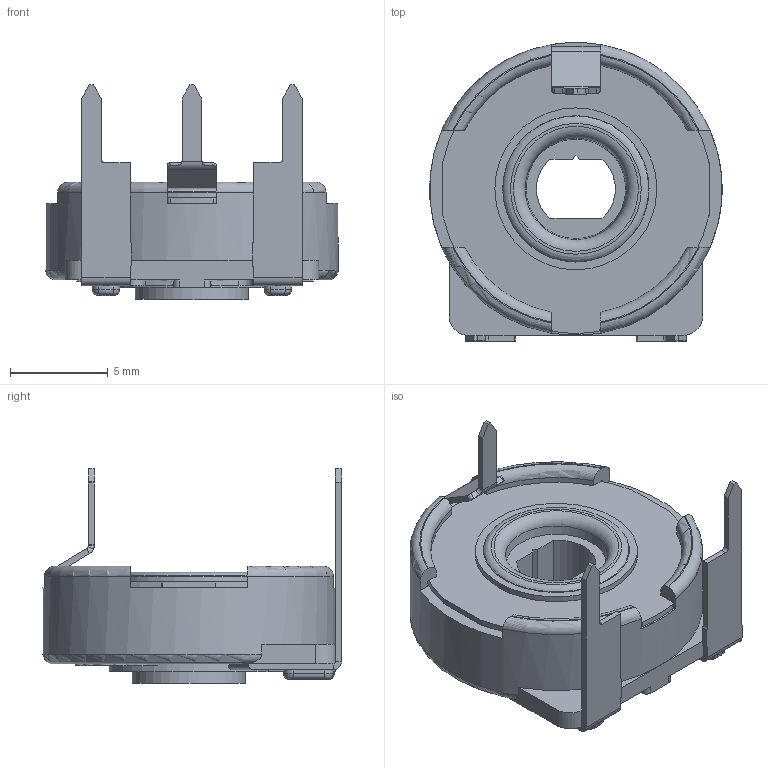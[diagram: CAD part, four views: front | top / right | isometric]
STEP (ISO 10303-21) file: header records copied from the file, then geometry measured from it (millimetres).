
FILE_DESCRIPTION(('FreeCAD Model'),'2;1');
FILE_NAME('Open CASCADE Shape Model','2021-11-04T08:19:34',('Author'),( ''),'Open CASCADE STEP processor 7.5','FreeCAD','Unknown');
FILE_SCHEMA(('AUTOMOTIVE_DESIGN { 1 0 10303 214 1 1 1 1 }'));
Length unit declared in the file: millimetre
Products named in the file (6): PT15NV02; PT15NV02-CARCASA_REMACHADA; PT15NV02-TERMINAL DERECHO; PT15NV02-TERMINAL IZQUIERDO; PT15NV02-COLECTOR_PREDETERMINADA; PT15NV02-PORTACURSOR_REMACHADO
Assembly tree (5 placements, depth 2):
  PT15NV02
    PT15NV02-CARCASA_REMACHADA
    PT15NV02-TERMINAL DERECHO
    PT15NV02-TERMINAL IZQUIERDO
    PT15NV02-COLECTOR_PREDETERMINADA
    PT15NV02-PORTACURSOR_REMACHADO
Bounding box: 14.99 x 15.29 x 11.01 mm (x, y, z)
Volume: 500.5 mm3; surface area: 1529.8 mm2
Topology: 5 solids, 5 shells, 452 faces, 1214 edges, 791 vertices
Faces by surface type: plane 254, cylinder 126, bspline 44, torus 17, revolution 8, cone 3
Full cylindrical faces by diameter (mm): 4.5 x1, 5.8 x1, 5.95 x1, 6.8 x1, 7 x1, 7.6 x1, 7.8 x1, 8.3 x1, 15 x1
Entity records: 16322 total; most frequent: CARTESIAN_POINT 4983, ORIENTED_EDGE 2428, DIRECTION 2187, EDGE_CURVE 1214, VERTEX_POINT 791, LINE 763, VECTOR 763, AXIS2_PLACEMENT_3D 708
